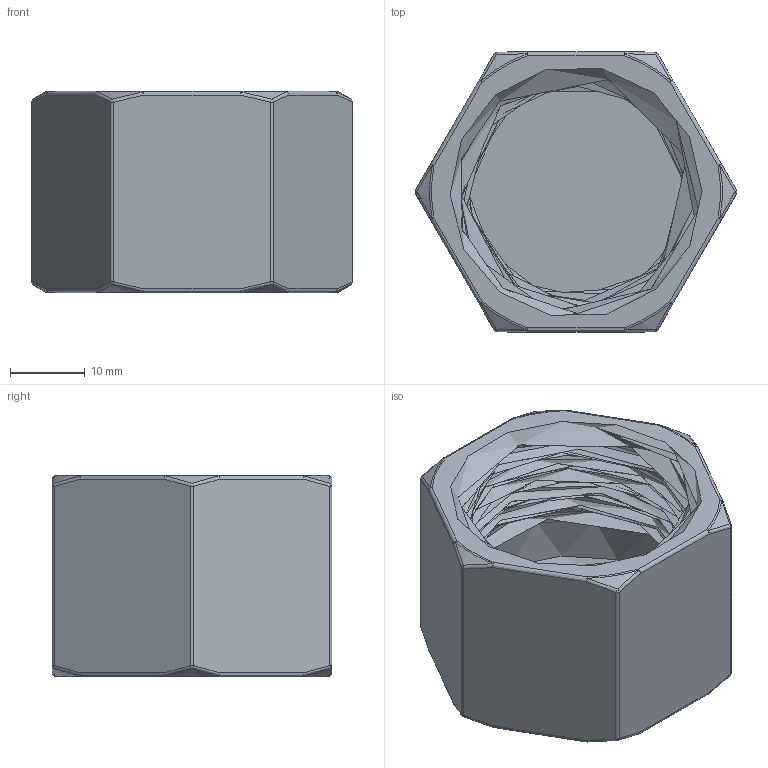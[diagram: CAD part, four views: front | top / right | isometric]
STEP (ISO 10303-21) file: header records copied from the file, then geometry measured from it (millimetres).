
FILE_DESCRIPTION(/* description */ (''),/* implementation_level */ '2;1');
FILE_NAME(/* name */ 'vk_10_es.stp',/* time_stamp */ '2017-09-05T12:14:48+02:00',/* author */ ('Hamoud'),/* organization */ (''),/* preprocessor_version */ 'ST-DEVELOPER v15.6',/* originating_system */ 'Autodesk Inventor LT ',/* authorisation */ '');
FILE_SCHEMA (('AUTOMOTIVE_DESIGN { 1 0 10303 214 3 1 1 }'));
Length unit declared in the file: millimetre
Products named in the file (1): F13-Hexagon Cap DN25
Bounding box: 43.13 x 37.5 x 27 mm (x, y, z)
Volume: 12997.6 mm3; surface area: 9267.8 mm2
Topology: 1 solids, 1 shells, 273 faces, 681 edges, 423 vertices
Faces by surface type: bspline 114, plane 74, sphere 36, cylinder 20, cone 16, torus 13
Full cylindrical faces by diameter (mm): 33.5 x1
Entity records: 16520 total; most frequent: CARTESIAN_POINT 10614, ORIENTED_EDGE 1338, DIRECTION 1035, EDGE_CURVE 669, VERTEX_POINT 417, AXIS2_PLACEMENT_3D 379, EDGE_LOOP 288, LINE 277
